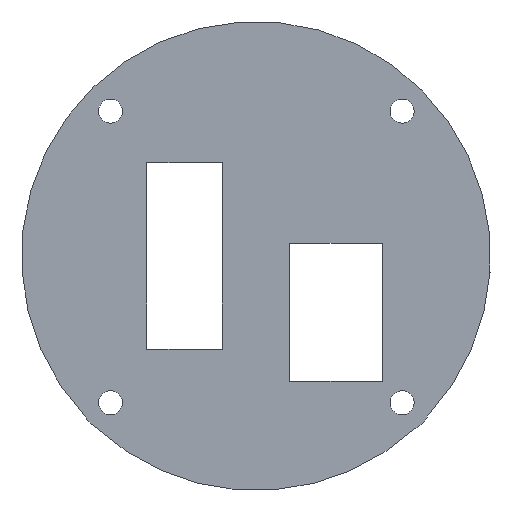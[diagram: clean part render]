
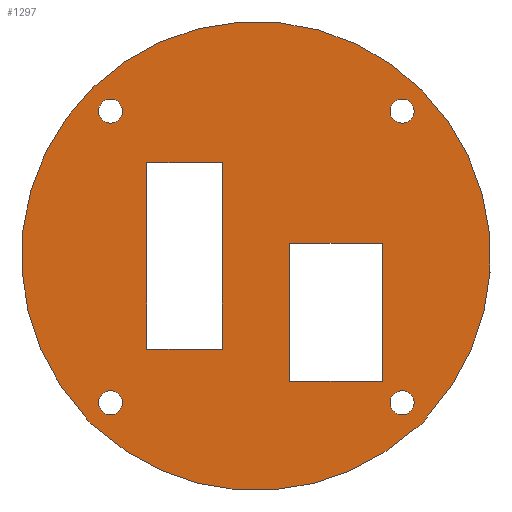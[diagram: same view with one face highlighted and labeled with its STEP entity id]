
A CAD part, left-side view. The second image highlights one B-rep face of the part: STEP entity #1297.
In plain terms, the highlighted planar face has unit normal (-1, 0, 0).
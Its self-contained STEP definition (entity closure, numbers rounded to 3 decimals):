
#47=FACE_BOUND('',#241,.T.);
#48=FACE_BOUND('',#242,.T.);
#49=FACE_BOUND('',#243,.T.);
#50=FACE_BOUND('',#244,.T.);
#51=FACE_BOUND('',#245,.T.);
#52=FACE_BOUND('',#246,.T.);
#72=CIRCLE('',#1373,24.45);
#73=CIRCLE('',#1375,3.);
#74=CIRCLE('',#1377,3.);
#75=CIRCLE('',#1379,24.45);
#76=CIRCLE('',#1381,3.);
#77=CIRCLE('',#1388,1.25);
#78=CIRCLE('',#1390,1.25);
#79=CIRCLE('',#1392,24.45);
#80=CIRCLE('',#1394,3.);
#81=CIRCLE('',#1398,1.25);
#82=CIRCLE('',#1400,1.25);
#152=FACE_OUTER_BOUND('',#240,.T.);
#240=EDGE_LOOP('',(#1149,#1150,#1151,#1152,#1153,#1154,#1155));
#241=EDGE_LOOP('',(#1156));
#242=EDGE_LOOP('',(#1157));
#243=EDGE_LOOP('',(#1158));
#244=EDGE_LOOP('',(#1159));
#245=EDGE_LOOP('',(#1160,#1161,#1162,#1163));
#246=EDGE_LOOP('',(#1164,#1165,#1166,#1167));
#352=LINE('',#1991,#497);
#376=LINE('',#2061,#521);
#378=LINE('',#2066,#523);
#381=LINE('',#2071,#526);
#383=LINE('',#2075,#528);
#384=LINE('',#2077,#529);
#388=LINE('',#2094,#533);
#390=LINE('',#2097,#535);
#497=VECTOR('',#1610,10.);
#521=VECTOR('',#1696,10.);
#523=VECTOR('',#1700,10.);
#526=VECTOR('',#1705,10.);
#528=VECTOR('',#1709,10.);
#529=VECTOR('',#1712,10.);
#533=VECTOR('',#1734,10.);
#535=VECTOR('',#1738,10.);
#620=VERTEX_POINT('',#1988);
#621=VERTEX_POINT('',#1990);
#630=VERTEX_POINT('',#2037);
#631=VERTEX_POINT('',#2039);
#632=VERTEX_POINT('',#2043);
#633=VERTEX_POINT('',#2047);
#634=VERTEX_POINT('',#2051);
#635=VERTEX_POINT('',#2055);
#636=VERTEX_POINT('',#2059);
#637=VERTEX_POINT('',#2063);
#638=VERTEX_POINT('',#2065);
#639=VERTEX_POINT('',#2069);
#640=VERTEX_POINT('',#2073);
#641=VERTEX_POINT('',#2079);
#642=VERTEX_POINT('',#2083);
#643=VERTEX_POINT('',#2087);
#644=VERTEX_POINT('',#2093);
#645=VERTEX_POINT('',#2099);
#646=VERTEX_POINT('',#2103);
#766=EDGE_CURVE('',#621,#620,#352,.T.);
#788=EDGE_CURVE('',#631,#630,#72,.T.);
#790=EDGE_CURVE('',#631,#632,#73,.T.);
#793=EDGE_CURVE('',#633,#630,#74,.T.);
#794=EDGE_CURVE('',#634,#632,#75,.T.);
#796=EDGE_CURVE('',#634,#635,#76,.T.);
#799=EDGE_CURVE('',#620,#636,#376,.T.);
#801=EDGE_CURVE('',#638,#637,#378,.T.);
#804=EDGE_CURVE('',#639,#637,#381,.T.);
#806=EDGE_CURVE('',#640,#639,#383,.T.);
#807=EDGE_CURVE('',#638,#640,#384,.T.);
#809=EDGE_CURVE('',#641,#641,#77,.T.);
#811=EDGE_CURVE('',#642,#642,#78,.T.);
#812=EDGE_CURVE('',#643,#635,#79,.T.);
#814=EDGE_CURVE('',#643,#633,#80,.T.);
#815=EDGE_CURVE('',#636,#644,#388,.T.);
#817=EDGE_CURVE('',#621,#644,#390,.T.);
#819=EDGE_CURVE('',#645,#645,#81,.T.);
#820=EDGE_CURVE('',#646,#646,#82,.T.);
#1149=ORIENTED_EDGE('',*,*,#788,.T.);
#1150=ORIENTED_EDGE('',*,*,#793,.F.);
#1151=ORIENTED_EDGE('',*,*,#814,.F.);
#1152=ORIENTED_EDGE('',*,*,#812,.T.);
#1153=ORIENTED_EDGE('',*,*,#796,.F.);
#1154=ORIENTED_EDGE('',*,*,#794,.T.);
#1155=ORIENTED_EDGE('',*,*,#790,.F.);
#1156=ORIENTED_EDGE('',*,*,#820,.T.);
#1157=ORIENTED_EDGE('',*,*,#819,.T.);
#1158=ORIENTED_EDGE('',*,*,#811,.F.);
#1159=ORIENTED_EDGE('',*,*,#809,.F.);
#1160=ORIENTED_EDGE('',*,*,#804,.F.);
#1161=ORIENTED_EDGE('',*,*,#806,.F.);
#1162=ORIENTED_EDGE('',*,*,#807,.F.);
#1163=ORIENTED_EDGE('',*,*,#801,.T.);
#1164=ORIENTED_EDGE('',*,*,#815,.T.);
#1165=ORIENTED_EDGE('',*,*,#817,.F.);
#1166=ORIENTED_EDGE('',*,*,#766,.T.);
#1167=ORIENTED_EDGE('',*,*,#799,.T.);
#1227=PLANE('',#1399);
#1297=ADVANCED_FACE('',(#152,#47,#48,#49,#50,#51,#52),#1227,.F.);
#1373=AXIS2_PLACEMENT_3D('',#2040,#1670,#1671);
#1375=AXIS2_PLACEMENT_3D('',#2044,#1675,#1676);
#1377=AXIS2_PLACEMENT_3D('',#2049,#1681,#1682);
#1379=AXIS2_PLACEMENT_3D('',#2052,#1685,#1686);
#1381=AXIS2_PLACEMENT_3D('',#2056,#1690,#1691);
#1388=AXIS2_PLACEMENT_3D('',#2081,#1716,#1717);
#1390=AXIS2_PLACEMENT_3D('',#2085,#1721,#1722);
#1392=AXIS2_PLACEMENT_3D('',#2088,#1725,#1726);
#1394=AXIS2_PLACEMENT_3D('',#2091,#1730,#1731);
#1398=AXIS2_PLACEMENT_3D('',#2101,#1742,#1743);
#1399=AXIS2_PLACEMENT_3D('',#2102,#1744,#1745);
#1400=AXIS2_PLACEMENT_3D('',#2104,#1746,#1747);
#1610=DIRECTION('',(0.,1.,0.));
#1670=DIRECTION('center_axis',(-1.,0.,0.));
#1671=DIRECTION('ref_axis',(0.,0.,-1.));
#1675=DIRECTION('center_axis',(1.,0.,0.));
#1676=DIRECTION('ref_axis',(0.,0.,-1.));
#1681=DIRECTION('center_axis',(1.,0.,0.));
#1682=DIRECTION('ref_axis',(0.,-1.,0.));
#1685=DIRECTION('center_axis',(-1.,0.,0.));
#1686=DIRECTION('ref_axis',(0.,0.,-1.));
#1690=DIRECTION('center_axis',(1.,0.,0.));
#1691=DIRECTION('ref_axis',(0.,0.,
1.));
#1696=DIRECTION('',(0.,0.,1.));
#1700=DIRECTION('',(0.,0.,-1.));
#1705=DIRECTION('',(0.,-1.,0.));
#1709=DIRECTION('',(0.,0.,-1.));
#1712=DIRECTION('',(0.,1.,0.));
#1716=DIRECTION('center_axis',(-1.,0.,0.));
#1717=DIRECTION('ref_axis',(0.,0.,-1.));
#1721=DIRECTION('center_axis',(-1.,0.,0.));
#1722=DIRECTION('ref_axis',(0.,0.,-1.));
#1725=DIRECTION('center_axis',(-1.,0.,0.));
#1726=DIRECTION('ref_axis',(0.,0.,-1.));
#1730=DIRECTION('center_axis',(1.,0.,0.));
#1731=DIRECTION('ref_axis',(0.,-1.,0.));
#1734=DIRECTION('',(0.,-1.,0.));
#1738=DIRECTION('',(0.,0.,1.));
#1742=DIRECTION('center_axis',(1.,0.,0.));
#1743=DIRECTION('ref_axis',(0.,0.,
-1.));
#1744=DIRECTION('center_axis',(1.,0.,0.));
#1745=DIRECTION('ref_axis',(0.,0.,
-1.));
#1746=DIRECTION('center_axis',(1.,0.,0.));
#1747=DIRECTION('ref_axis',(0.,0.,
-1.));
#1988=CARTESIAN_POINT('',(-124.376,-3.5,-13.071));
#1990=CARTESIAN_POINT('',(-124.376,-13.185,-13.071));
#1991=CARTESIAN_POINT('',(-124.376,-6.908,-13.071));
#2037=CARTESIAN_POINT('',(-124.376,-16.532,-18.014));
#2039=CARTESIAN_POINT('',(-124.376,16.627,-17.927));
#2040=CARTESIAN_POINT('Origin',(-124.376,0.,
0.));
#2043=CARTESIAN_POINT('',(-124.376,17.788,-16.775));
#2044=CARTESIAN_POINT('Origin',(-124.376,15.175,-15.301));
#2047=CARTESIAN_POINT('',(-124.376,-17.324,-17.45));
#2049=CARTESIAN_POINT('Origin',(-124.376,-15.212,-15.32));
#2051=CARTESIAN_POINT('',(-124.376,-17.352,17.226));
#2052=CARTESIAN_POINT('Origin',(-124.376,0.,
0.));
#2055=CARTESIAN_POINT('',(-124.376,-17.37,17.208));
#2056=CARTESIAN_POINT('Origin',(-124.376,-15.231,15.104));
#2059=CARTESIAN_POINT('',(-124.376,-3.5,1.323));
#2061=CARTESIAN_POINT('',(-124.376,-3.5,16.104));
#2063=CARTESIAN_POINT('',(-124.376,3.5,-9.698));
#2065=CARTESIAN_POINT('',(-124.376,3.5,9.717));
#2066=CARTESIAN_POINT('',(-124.376,3.5,-15.301));
#2069=CARTESIAN_POINT('',(-124.376,11.388,-9.698));
#2071=CARTESIAN_POINT('',(-124.376,8.728,-9.698));
#2073=CARTESIAN_POINT('',(-124.376,11.388,9.717));
#2075=CARTESIAN_POINT('',(-124.376,11.388,-4.898));
#2077=CARTESIAN_POINT('',(-124.376,12.671,9.717));
#2079=CARTESIAN_POINT('',(-124.376,15.175,-14.051));
#2081=CARTESIAN_POINT('Origin',(-124.376,15.175,-15.301));
#2083=CARTESIAN_POINT('',(-124.376,15.175,16.354));
#2085=CARTESIAN_POINT('Origin',(-124.376,15.175,15.104));
#2087=CARTESIAN_POINT('',(-124.376,-17.917,-16.637));
#2088=CARTESIAN_POINT('Origin',(-124.376,0.,
0.));
#2091=CARTESIAN_POINT('Origin',(-124.376,-15.231,-15.301));
#2093=CARTESIAN_POINT('',(-124.376,-13.185,1.323));
#2094=CARTESIAN_POINT('',(-124.376,-6.908,1.323));
#2097=CARTESIAN_POINT('',(-124.376,-13.185,-13.071));
#2099=CARTESIAN_POINT('',(-124.376,-15.231,-14.051));
#2101=CARTESIAN_POINT('Origin',(-124.376,-15.231,-15.301));
#2102=CARTESIAN_POINT('Origin',(-124.376,-15.231,15.104));
#2103=CARTESIAN_POINT('',(-124.376,-15.231,16.354));
#2104=CARTESIAN_POINT('Origin',(-124.376,-15.231,15.104));
